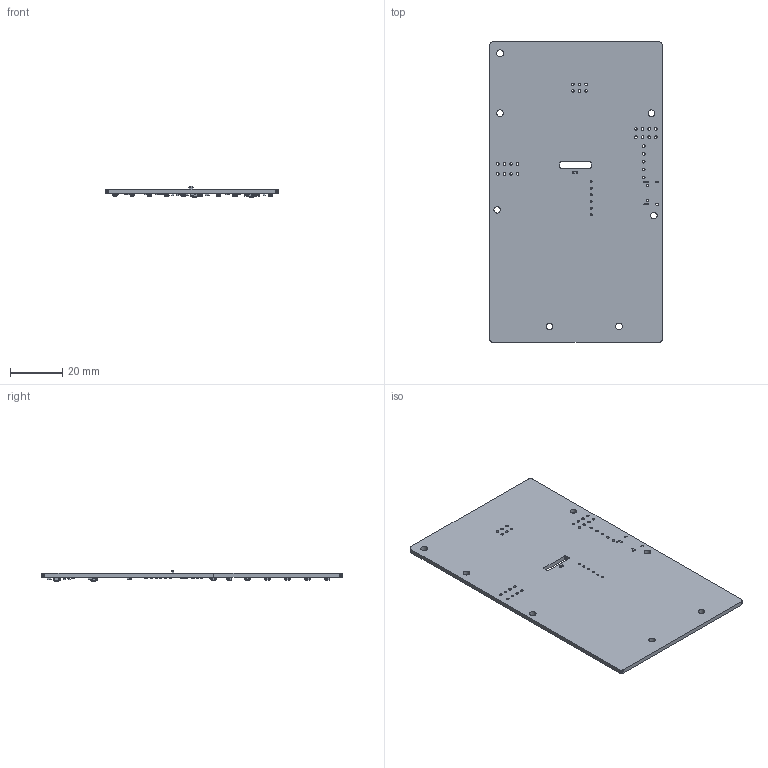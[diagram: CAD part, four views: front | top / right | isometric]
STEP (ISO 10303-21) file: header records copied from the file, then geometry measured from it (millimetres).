
FILE_DESCRIPTION(('KiCad electronic assembly'),'2;1');
FILE_NAME('pcbframe.step','2026-01-12T14:34:46',('Pcbnew'),('Kicad'), 'Open CASCADE STEP processor 7.6','KiCad to STEP converter','Unknown' );
FILE_SCHEMA(('AUTOMOTIVE_DESIGN { 1 0 10303 214 1 1 1 1 }'));
Length unit declared in the file: millimetre
Products named in the file (12): pcbframe 1; LED_0603_1608Metric; SOLID; C_0603_1608Metric; R_0603_1608Metric; D_SOD-323; SW_SPST_B3U-1000P; MemoryBrakout PCB
Assembly tree (105 placements, depth 3):
  pcbframe 1
    LED_0603_1608Metric
      SOLID
    C_0603_1608Metric  x11
      SOLID
    R_0603_1608Metric  x25
      SOLID
    D_SOD-323  x60
      SOLID
    SW_SPST_B3U-1000P  x2
      SOLID
    MemoryBrakout PCB
Bounding box: 66.04 x 115.32 x 4.39 mm (x, y, z)
Volume: 12197 mm3; surface area: 16845.3 mm2
Topology: 100 solids, 100 shells, 5700 faces, 13777 edges, 8304 vertices
Faces by surface type: plane 3008, bspline 1560, cylinder 1064, sphere 34, torus 34
Full cylindrical faces by diameter (mm): 0.65 x2, 0.762 x6, 1 x27, 1.5 x2, 2.5 x4, 2.6 x3
Entity records: 45761 total; most frequent: CARTESIAN_POINT 10165, DIRECTION 6145, LINE 3998, VECTOR 3998, ORIENTED_EDGE 3174, PCURVE 3174, DEFINITIONAL_REPRESENTATION 3174, EDGE_CURVE 1587
